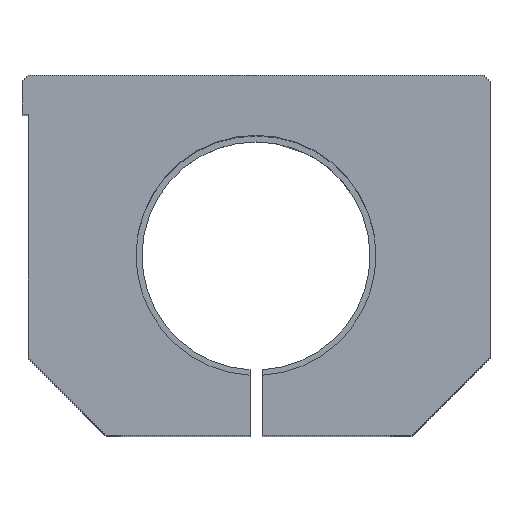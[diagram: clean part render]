
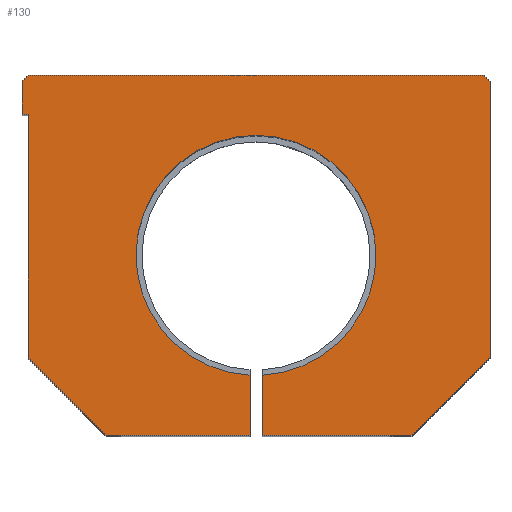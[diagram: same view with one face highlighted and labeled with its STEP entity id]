
A CAD part, top view. The second image highlights one B-rep face of the part: STEP entity #130.
In plain terms, the highlighted planar face has unit normal (0, 0, 1).
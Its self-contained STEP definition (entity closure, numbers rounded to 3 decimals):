
#130 = ADVANCED_FACE( '', ( #320 ), #321, .T. );
#320 = FACE_OUTER_BOUND( '', #583, .T. );
#321 = PLANE( '', #584 );
#583 = EDGE_LOOP( '', ( #950, #951, #952, #953, #954, #955, #956, #957, #958, #959, #960, #961, #962, #963 ) );
#584 = AXIS2_PLACEMENT_3D( '', #964, #965, #966 );
#950 = ORIENTED_EDGE( '', *, *, #1458, .F. );
#951 = ORIENTED_EDGE( '', *, *, #1504, .T. );
#952 = ORIENTED_EDGE( '', *, *, #1511, .T. );
#953 = ORIENTED_EDGE( '', *, *, #1512, .T. );
#954 = ORIENTED_EDGE( '', *, *, #1513, .T. );
#955 = ORIENTED_EDGE( '', *, *, #1514, .T. );
#956 = ORIENTED_EDGE( '', *, *, #1515, .T. );
#957 = ORIENTED_EDGE( '', *, *, #1516, .T. );
#958 = ORIENTED_EDGE( '', *, *, #1517, .T. );
#959 = ORIENTED_EDGE( '', *, *, #1479, .T. );
#960 = ORIENTED_EDGE( '', *, *, #1518, .T. );
#961 = ORIENTED_EDGE( '', *, *, #1450, .T. );
#962 = ORIENTED_EDGE( '', *, *, #1497, .T. );
#963 = ORIENTED_EDGE( '', *, *, #1519, .T. );
#964 = CARTESIAN_POINT( '', ( 0., 0., 130. ) );
#965 = DIRECTION( '', ( 0., 0., 1. ) );
#966 = DIRECTION( '', ( 1., 0., 0. ) );
#1450 = EDGE_CURVE( '', #1729, #1726, #1730, .T. );
#1458 = EDGE_CURVE( '', #1742, #1743, #1744, .T. );
#1479 = EDGE_CURVE( '', #1781, #1779, #1782, .T. );
#1497 = EDGE_CURVE( '', #1726, #1809, #1811, .T. );
#1504 = EDGE_CURVE( '', #1742, #1820, #1821, .T. );
#1511 = EDGE_CURVE( '', #1820, #1831, #1832, .T. );
#1512 = EDGE_CURVE( '', #1831, #1833, #1834, .T. );
#1513 = EDGE_CURVE( '', #1833, #1835, #1836, .T. );
#1514 = EDGE_CURVE( '', #1835, #1837, #1838, .T. );
#1515 = EDGE_CURVE( '', #1837, #1839, #1840, .T. );
#1516 = EDGE_CURVE( '', #1839, #1841, #1842, .T. );
#1517 = EDGE_CURVE( '', #1841, #1781, #1843, .T. );
#1518 = EDGE_CURVE( '', #1779, #1729, #1844, .T. );
#1519 = EDGE_CURVE( '', #1809, #1743, #1845, .T. );
#1726 = VERTEX_POINT( '', #2157 );
#1729 = VERTEX_POINT( '', #2161 );
#1730 = LINE( '', #2162, #2163 );
#1742 = VERTEX_POINT( '', #2178 );
#1743 = VERTEX_POINT( '', #2179 );
#1744 = LINE( '', #2180, #2181 );
#1779 = VERTEX_POINT( '', #2233 );
#1781 = VERTEX_POINT( '', #2236 );
#1782 = LINE( '', #2237, #2238 );
#1809 = VERTEX_POINT( '', #2279 );
#1811 = LINE( '', #2282, #2283 );
#1820 = VERTEX_POINT( '', #2292 );
#1821 = LINE( '', #2293, #2294 );
#1831 = VERTEX_POINT( '', #2307 );
#1832 = LINE( '', #2308, #2309 );
#1833 = VERTEX_POINT( '', #2310 );
#1834 = LINE( '', #2311, #2312 );
#1835 = VERTEX_POINT( '', #2313 );
#1836 = LINE( '', #2314, #2315 );
#1837 = VERTEX_POINT( '', #2316 );
#1838 = LINE( '', #2317, #2318 );
#1839 = VERTEX_POINT( '', #2319 );
#1840 = LINE( '', #2320, #2321 );
#1841 = VERTEX_POINT( '', #2322 );
#1842 = LINE( '', #2323, #2324 );
#1843 = LINE( '', #2325, #2326 );
#1844 = LINE( '', #2327, #2328 );
#1845 = CIRCLE( '', #2329, 20. );
#2157 = CARTESIAN_POINT( '', ( -1., 0., 130. ) );
#2161 = CARTESIAN_POINT( '', ( -25., 0., 130. ) );
#2162 = CARTESIAN_POINT( '', ( -25., 0., 130. ) );
#2163 = VECTOR( '', #2608, 1000. );
#2178 = CARTESIAN_POINT( '', ( 1., 0., 130. ) );
#2179 = CARTESIAN_POINT( '', ( 1., 10.025, 130. ) );
#2180 = CARTESIAN_POINT( '', ( 1., 0., 130. ) );
#2181 = VECTOR( '', #2621, 1000. );
#2233 = CARTESIAN_POINT( '', ( -38., 13., 130. ) );
#2236 = CARTESIAN_POINT( '', ( -38., 53.5, 130. ) );
#2237 = CARTESIAN_POINT( '', ( -38., 53.5, 130. ) );
#2238 = VECTOR( '', #2643, 1000. );
#2279 = CARTESIAN_POINT( '', ( -1., 10.025, 130. ) );
#2282 = CARTESIAN_POINT( '', ( -1., 0., 130. ) );
#2283 = VECTOR( '', #2662, 1000. );
#2292 = CARTESIAN_POINT( '', ( 26., 0., 130. ) );
#2293 = CARTESIAN_POINT( '', ( -25., 0., 130. ) );
#2294 = VECTOR( '', #2672, 1000. );
#2307 = CARTESIAN_POINT( '', ( 39., 13., 130. ) );
#2308 = CARTESIAN_POINT( '', ( 26., 0., 130. ) );
#2309 = VECTOR( '', #2682, 1000. );
#2310 = CARTESIAN_POINT( '', ( 39., 59., 130. ) );
#2311 = CARTESIAN_POINT( '', ( 39., 13., 130. ) );
#2312 = VECTOR( '', #2683, 1000. );
#2313 = CARTESIAN_POINT( '', ( 38., 60., 130. ) );
#2314 = CARTESIAN_POINT( '', ( 39., 59., 130. ) );
#2315 = VECTOR( '', #2684, 1000. );
#2316 = CARTESIAN_POINT( '', ( -38., 60., 130. ) );
#2317 = CARTESIAN_POINT( '', ( 38., 60., 130. ) );
#2318 = VECTOR( '', #2685, 1000. );
#2319 = CARTESIAN_POINT( '', ( -39., 59., 130. ) );
#2320 = CARTESIAN_POINT( '', ( -38., 60., 130. ) );
#2321 = VECTOR( '', #2686, 1000. );
#2322 = CARTESIAN_POINT( '', ( -39., 53.5, 130. ) );
#2323 = CARTESIAN_POINT( '', ( -39., 59., 130. ) );
#2324 = VECTOR( '', #2687, 1000. );
#2325 = CARTESIAN_POINT( '', ( -39., 53.5, 130. ) );
#2326 = VECTOR( '', #2688, 1000. );
#2327 = CARTESIAN_POINT( '', ( -38., 13., 130. ) );
#2328 = VECTOR( '', #2689, 1000. );
#2329 = AXIS2_PLACEMENT_3D( '', #2690, #2691, #2692 );
#2608 = DIRECTION( '', ( 1., 0., 0. ) );
#2621 = DIRECTION( '', ( 0., 1., 0. ) );
#2643 = DIRECTION( '', ( 0., -1., 0. ) );
#2662 = DIRECTION( '', ( 0., 1., 0. ) );
#2672 = DIRECTION( '', ( 1., 0., 0. ) );
#2682 = DIRECTION( '', ( 0.707, 0.707, 0. ) );
#2683 = DIRECTION( '', ( 0., 1., 0. ) );
#2684 = DIRECTION( '', ( -0.707, 0.707, 0. ) );
#2685 = DIRECTION( '', ( -1., 0., 0. ) );
#2686 = DIRECTION( '', ( -0.707, -0.707, 0. ) );
#2687 = DIRECTION( '', ( 0., -1., 0. ) );
#2688 = DIRECTION( '', ( 1., 0., 0. ) );
#2689 = DIRECTION( '', ( 0.707, -0.707, 0. ) );
#2690 = CARTESIAN_POINT( '', ( 0., 30., 130. ) );
#2691 = DIRECTION( '', ( 0., 0., -1. ) );
#2692 = DIRECTION( '', ( -1., 0., 0. ) );
